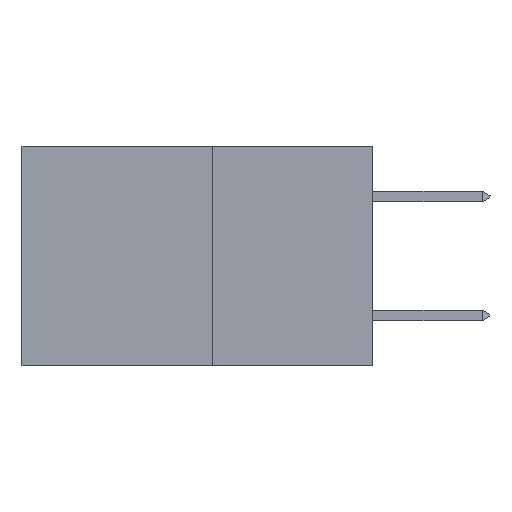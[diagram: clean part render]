
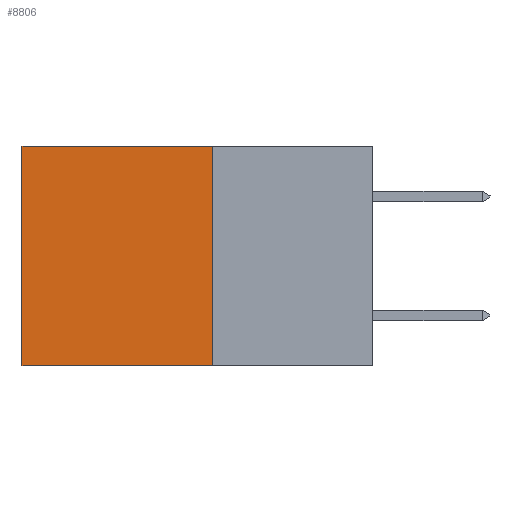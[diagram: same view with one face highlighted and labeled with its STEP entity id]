
A CAD part, left-side view. The second image highlights one B-rep face of the part: STEP entity #8806.
In plain terms, the highlighted planar face has unit normal (-1, 0, 0).
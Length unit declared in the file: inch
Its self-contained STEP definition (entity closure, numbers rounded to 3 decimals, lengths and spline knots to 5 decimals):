
#324 = VERTEX_POINT ( 'NONE', #11295 ) ;
#1290 = VECTOR ( 'NONE', #5971, 39.37008 ) ;
#2314 = DIRECTION ( 'NONE',  ( 0., 0., -1. ) ) ;
#2721 = EDGE_CURVE ( 'NONE', #324, #19778, #13449, .T. ) ;
#4315 = CARTESIAN_POINT ( 'NONE',  ( 0.277, 0.27, -0.37 ) ) ;
#4511 = ORIENTED_EDGE ( 'NONE', *, *, #12574, .T. ) ;
#4815 = FACE_OUTER_BOUND ( 'NONE', #8189, .T. ) ;
#4945 = LINE ( 'NONE', #14763, #16321 ) ;
#5000 = CARTESIAN_POINT ( 'NONE',  ( 0.277, 0.59, -0.37 ) ) ;
#5468 = LINE ( 'NONE', #10572, #1290 ) ;
#5506 = ORIENTED_EDGE ( 'NONE', *, *, #12038, .T. ) ;
#5971 = DIRECTION ( 'NONE',  ( 0., 1., 0. ) ) ;
#7008 = CARTESIAN_POINT ( 'NONE',  ( 0.277, 0.27, -0.37 ) ) ;
#8189 = EDGE_LOOP ( 'NONE', ( #4511, #16845, #9160, #5506 ) ) ;
#8355 = EDGE_CURVE ( 'NONE', #19778, #9122, #13612, .T. ) ;
#8618 = VERTEX_POINT ( 'NONE', #11687 ) ;
#8806 = ADVANCED_FACE ( 'NONE', ( #4815 ), #15179, .F. ) ;
#9033 = DIRECTION ( 'NONE',  ( 0., 0., -1. ) ) ;
#9122 = VERTEX_POINT ( 'NONE', #5000 ) ;
#9160 = ORIENTED_EDGE ( 'NONE', *, *, #2721, .F. ) ;
#10572 = CARTESIAN_POINT ( 'NONE',  ( 0.277, 0.27, 0. ) ) ;
#11295 = CARTESIAN_POINT ( 'NONE',  ( 0.277, 0.27, 0. ) ) ;
#11390 = DIRECTION ( 'NONE',  ( 0., 0., -1. ) ) ;
#11687 = CARTESIAN_POINT ( 'NONE',  ( 0.277, 0.59, 0. ) ) ;
#12038 = EDGE_CURVE ( 'NONE', #324, #8618, #5468, .T. ) ;
#12469 = VECTOR ( 'NONE', #11390, 39.37008 ) ;
#12574 = EDGE_CURVE ( 'NONE', #8618, #9122, #4945, .T. ) ;
#13449 = LINE ( 'NONE', #14229, #12469 ) ;
#13612 = LINE ( 'NONE', #18368, #16686 ) ;
#14090 = AXIS2_PLACEMENT_3D ( 'NONE', #4315, #18215, #9033 ) ;
#14229 = CARTESIAN_POINT ( 'NONE',  ( 0.277, 0.27, -0.37 ) ) ;
#14763 = CARTESIAN_POINT ( 'NONE',  ( 0.277, 0.59, -0.37 ) ) ;
#15179 = PLANE ( 'NONE',  #14090 ) ;
#16321 = VECTOR ( 'NONE', #2314, 39.37008 ) ;
#16686 = VECTOR ( 'NONE', #18349, 39.37008 ) ;
#16845 = ORIENTED_EDGE ( 'NONE', *, *, #8355, .F. ) ;
#18215 = DIRECTION ( 'NONE',  ( 1., 0., 0. ) ) ;
#18349 = DIRECTION ( 'NONE',  ( 0., 1., 0. ) ) ;
#18368 = CARTESIAN_POINT ( 'NONE',  ( 0.277, 0.27, -0.37 ) ) ;
#19778 = VERTEX_POINT ( 'NONE', #7008 ) ;
